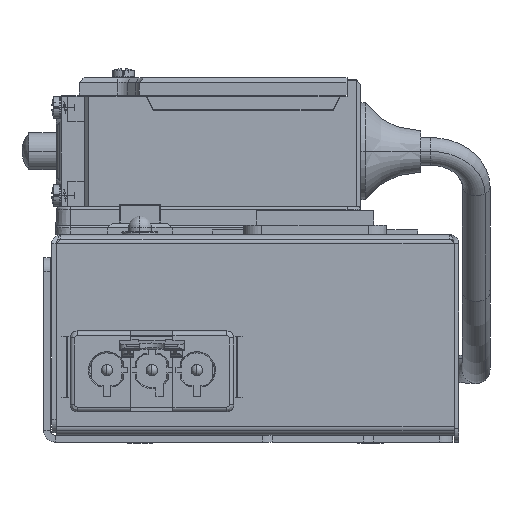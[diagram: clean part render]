
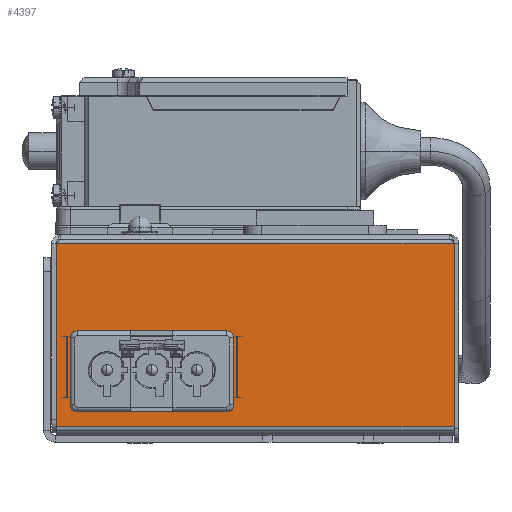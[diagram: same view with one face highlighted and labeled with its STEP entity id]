
A CAD part, left-side view. The second image highlights one B-rep face of the part: STEP entity #4397.
In plain terms, the highlighted planar face has unit normal (-1, 0, 0).
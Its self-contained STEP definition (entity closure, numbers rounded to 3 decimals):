
#303=CARTESIAN_POINT('',(-190.,-43.125,20.5));
#305=DIRECTION('',(0.,1.,0.));
#306=VECTOR('',#305,86.25);
#307=CARTESIAN_POINT('',(-190.,-43.125,20.5));
#308=LINE('',#307,#306);
#309=CARTESIAN_POINT('',(-190.,43.125,20.5));
#1375=DIRECTION('',(0.,-1.,0.));
#1376=VECTOR('',#1375,86.25);
#1377=CARTESIAN_POINT('',(-190.,43.125,-19.));
#1378=LINE('',#1377,#1376);
#1379=DIRECTION('',(0.,0.,-1.));
#1380=VECTOR('',#1379,39.5);
#1381=CARTESIAN_POINT('',(-190.,-43.125,20.5));
#1382=LINE('',#1381,#1380);
#1383=DIRECTION('',(0.,-1.,0.));
#1384=VECTOR('',#1383,33.3);
#1385=CARTESIAN_POINT('',(-190.,39.025,-15.));
#1386=LINE('',#1385,#1384);
#1387=DIRECTION('',(0.,0.,-1.));
#1388=VECTOR('',#1387,39.5);
#1389=CARTESIAN_POINT('',(-190.,43.125,20.5));
#1390=LINE('',#1389,#1388);
#1429=DIRECTION('',(0.,0.,1.));
#1430=VECTOR('',#1429,15.7);
#1431=CARTESIAN_POINT('',(-190.,39.025,-15.));
#1432=LINE('',#1431,#1430);
#1437=DIRECTION('',(0.,-1.,0.));
#1438=VECTOR('',#1437,33.3);
#1439=CARTESIAN_POINT('',(-190.,39.025,0.7));
#1440=LINE('',#1439,#1438);
#1445=DIRECTION('',(0.,0.,-1.));
#1446=VECTOR('',#1445,15.7);
#1447=CARTESIAN_POINT('',(-190.,5.725,0.7));
#1448=LINE('',#1447,#1446);
#2047=VERTEX_POINT('',#309);
#2050=VERTEX_POINT('',#303);
#2396=CARTESIAN_POINT('',(-190.,43.125,-19.));
#2397=VERTEX_POINT('',#2396);
#2398=CARTESIAN_POINT('',(-190.,-43.125,-19.));
#2399=VERTEX_POINT('',#2398);
#2400=CARTESIAN_POINT('',(-190.,39.025,-15.));
#2401=CARTESIAN_POINT('',(-190.,5.725,-15.));
#2402=VERTEX_POINT('',#2400);
#2403=VERTEX_POINT('',#2401);
#2404=CARTESIAN_POINT('',(-190.,5.725,0.7));
#2405=VERTEX_POINT('',#2404);
#2406=CARTESIAN_POINT('',(-190.,39.025,0.7));
#2407=VERTEX_POINT('',#2406);
#4374=CARTESIAN_POINT('',(-190.,44.125,-22.5));
#4375=DIRECTION('',(-1.,0.,0.));
#4376=DIRECTION('',(0.,-1.,0.));
#4377=AXIS2_PLACEMENT_3D('',#4374,#4375,#4376);
#4378=PLANE('',#4377);
#4379=ORIENTED_EDGE('',*,*,#4367,.F.);
#4381=ORIENTED_EDGE('',*,*,#4380,.F.);
#4382=ORIENTED_EDGE('',*,*,#2971,.F.);
#4384=ORIENTED_EDGE('',*,*,#4383,.T.);
#4385=EDGE_LOOP('',(#4379,#4381,#4382,#4384));
#4386=FACE_OUTER_BOUND('',#4385,.F.);
#4388=ORIENTED_EDGE('',*,*,#4387,.T.);
#4390=ORIENTED_EDGE('',*,*,#4389,.F.);
#4392=ORIENTED_EDGE('',*,*,#4391,.F.);
#4394=ORIENTED_EDGE('',*,*,#4393,.F.);
#4395=EDGE_LOOP('',(#4388,#4390,#4392,#4394));
#4396=FACE_BOUND('',#4395,.F.);
#4397=ADVANCED_FACE('',(#4386,#4396),#4378,.T.);
#2971=EDGE_CURVE('',#2050,#2047,#308,.T.);
#4367=EDGE_CURVE('',#2397,#2399,#1378,.T.);
#4380=EDGE_CURVE('',#2047,#2397,#1390,.T.);
#4383=EDGE_CURVE('',#2050,#2399,#1382,.T.);
#4387=EDGE_CURVE('',#2402,#2403,#1386,.T.);
#4389=EDGE_CURVE('',#2405,#2403,#1448,.T.);
#4391=EDGE_CURVE('',#2407,#2405,#1440,.T.);
#4393=EDGE_CURVE('',#2402,#2407,#1432,.T.);
